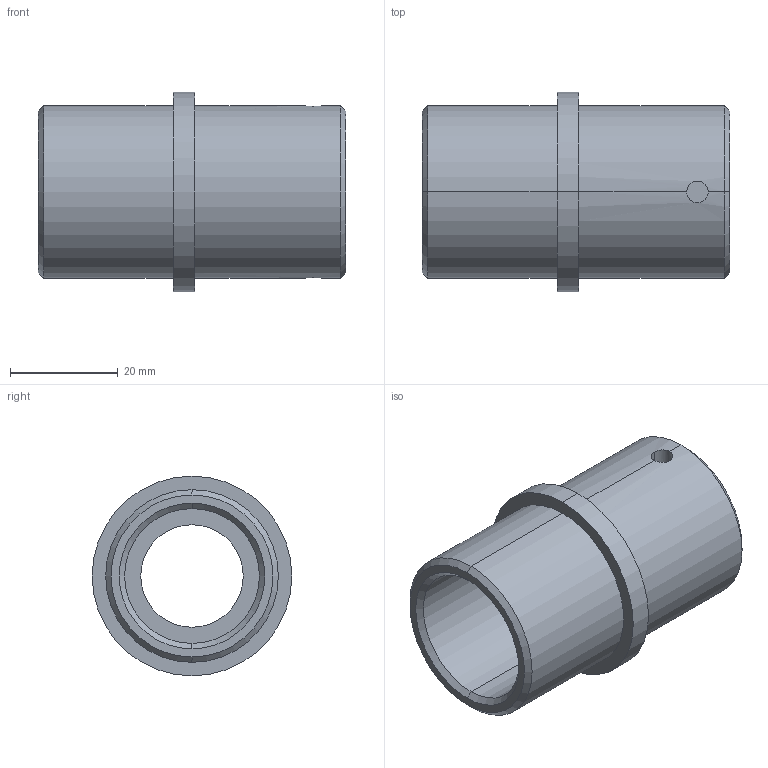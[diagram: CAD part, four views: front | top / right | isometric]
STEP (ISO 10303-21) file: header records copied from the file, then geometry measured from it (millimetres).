
FILE_DESCRIPTION (( 'STEP AP203' ), '1' );
FILE_NAME ('R237.032.012.STEP', '2015-06-09T12:06:16', ( '' ), ( '' ), 'SwSTEP 2.0', 'SolidWorks 2012', '' );
FILE_SCHEMA (( 'CONFIG_CONTROL_DESIGN' ));
Length unit declared in the file: millimetre
Products named in the file (1): R237.032.012
Bounding box: 57 x 37 x 37 mm (x, y, z)
Volume: 21116.1 mm3; surface area: 11540.4 mm2
Topology: 1 solids, 1 shells, 30 faces, 66 edges, 42 vertices
Faces by surface type: cylinder 16, plane 8, cone 6
Entity records: 1013 total; most frequent: CARTESIAN_POINT 251, DIRECTION 154, ORIENTED_EDGE 132, EDGE_CURVE 66, AXIS2_PLACEMENT_3D 65, VERTEX_POINT 42, EDGE_LOOP 36, CIRCLE 34
